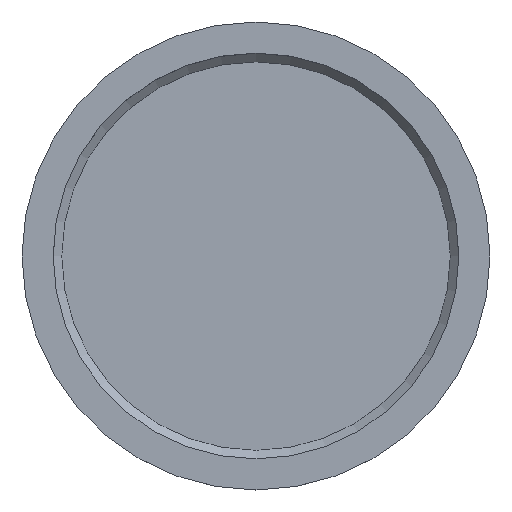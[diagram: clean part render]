
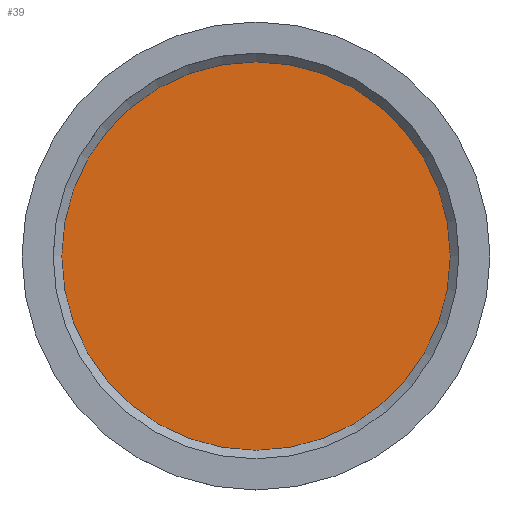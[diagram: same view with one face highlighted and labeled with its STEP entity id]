
A CAD part, top view. The second image highlights one B-rep face of the part: STEP entity #39.
In plain terms, the highlighted planar face has unit normal (0, 0, 1).
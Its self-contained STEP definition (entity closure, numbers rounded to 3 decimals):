
#39 = ADVANCED_FACE( '', ( #79 ), #80, .F. );
#79 = FACE_OUTER_BOUND( '', #120, .T. );
#80 = PLANE( '', #121 );
#120 = EDGE_LOOP( '', ( #161 ) );
#121 = AXIS2_PLACEMENT_3D( '', #162, #163, #164 );
#161 = ORIENTED_EDGE( '', *, *, #200, .T. );
#162 = CARTESIAN_POINT( '', ( 0., 0., 1. ) );
#163 = DIRECTION( '', ( 0., 0., -1. ) );
#164 = DIRECTION( '', ( -1., 0., 0. ) );
#200 = EDGE_CURVE( '', #219, #219, #220, .T. );
#219 = VERTEX_POINT( '', #244 );
#220 = CIRCLE( '', #245, 26.818 );
#244 = CARTESIAN_POINT( '', ( 26.818, 0., 1. ) );
#245 = AXIS2_PLACEMENT_3D( '', #268, #269, #270 );
#268 = CARTESIAN_POINT( '', ( 0., 0., 1. ) );
#269 = DIRECTION( '', ( 0., 0., 1. ) );
#270 = DIRECTION( '', ( 1., 0., 0. ) );
